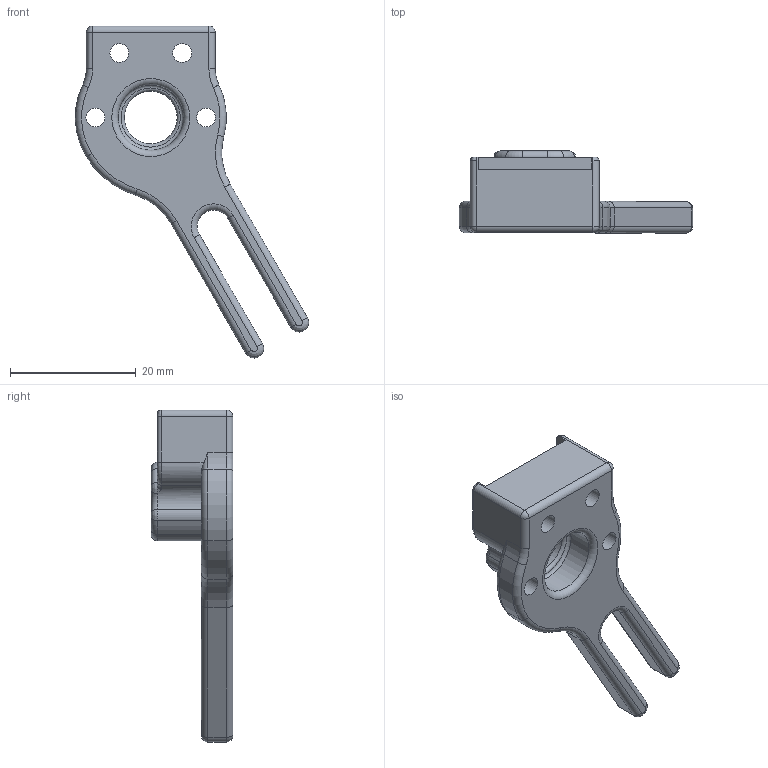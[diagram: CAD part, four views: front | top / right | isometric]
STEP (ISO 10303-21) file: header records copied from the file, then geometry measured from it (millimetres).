
FILE_DESCRIPTION(/* description */ (''),/* implementation_level */ '2;1');
FILE_NAME(/* name */ 'servo-holder.step',/* time_stamp */ '2023-04-11T09:10:28+03:00',/* author */ (''),/* organization */ (''),/* preprocessor_version */ 'ST-DEVELOPER v19.2',/* originating_system */ 'Autodesk Translation Framework v12.4.0.73',/* authorisation */ '');
FILE_SCHEMA (('AUTOMOTIVE_DESIGN { 1 0 10303 214 3 1 1 }'));
Length unit declared in the file: millimetre
Products named in the file (1): servo-holder
Bounding box: 37.08 x 13 x 52.78 mm (x, y, z)
Volume: 4897.9 mm3; surface area: 3347.9 mm2
Topology: 1 solids, 1 shells, 112 faces, 279 edges, 166 vertices
Faces by surface type: cylinder 45, torus 36, plane 17, bspline 12, sphere 2
Full cylindrical faces by diameter (mm): 3 x4, 8.4 x1, 10.4 x1
Entity records: 3583 total; most frequent: CARTESIAN_POINT 788, DIRECTION 653, ORIENTED_EDGE 554, AXIS2_PLACEMENT_3D 285, EDGE_CURVE 277, CIRCLE 184, VERTEX_POINT 166, EDGE_LOOP 121
